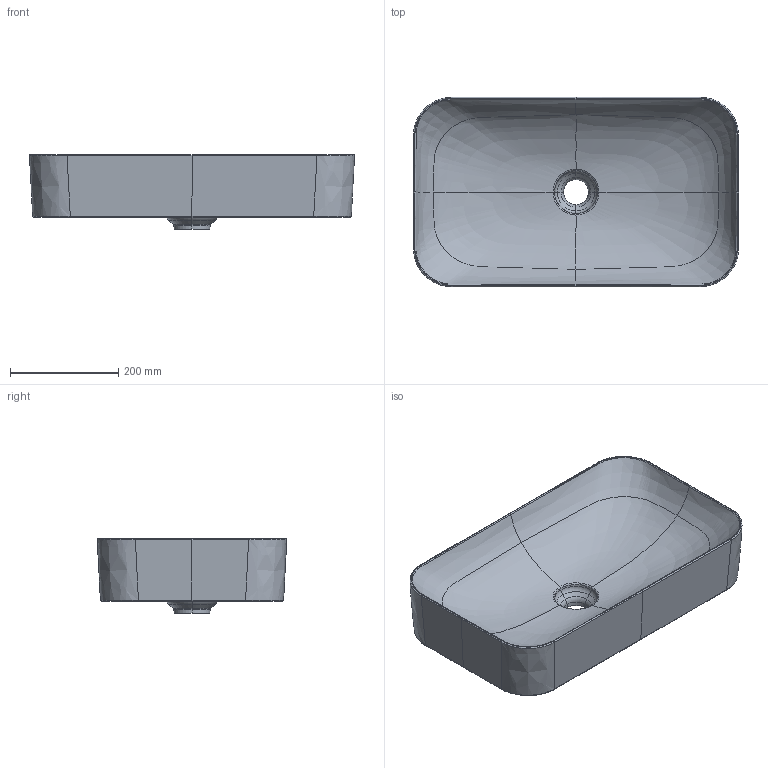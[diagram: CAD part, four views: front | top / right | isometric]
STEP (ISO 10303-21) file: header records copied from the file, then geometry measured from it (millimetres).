
FILE_DESCRIPTION(/* description */ (''),/* implementation_level */ '2;1');
FILE_NAME(/* name */ '414360_Sydney_AWT.stp',/* time_stamp */ '2019-02-15T14:25:10+01:00',/* author */ (''),/* organization */ (''),/* preprocessor_version */ 'ST-DEVELOPER v16',/* originating_system */ 'SIEMENS PLM Software NX 10.0',/* authorisation */ '');
FILE_SCHEMA (('AUTOMOTIVE_DESIGN { 1 0 10303 214 3 1 1 1 }'));
Length unit declared in the file: millimetre
Products named in the file (1): math27F85B32yfha
Bounding box: 599.88 x 349.88 x 137.5 mm (x, y, z)
Volume: 10146604.3 mm3; surface area: 660160.1 mm2
Topology: 1 solids, 1 shells, 97 faces, 204 edges, 108 vertices
Faces by surface type: bspline 52, cone 20, torus 16, plane 9
Entity records: 12854 total; most frequent: CARTESIAN_POINT 11112, ORIENTED_EDGE 408, DIRECTION 288, EDGE_CURVE 204, AXIS2_PLACEMENT_3D 130, VERTEX_POINT 108, EDGE_LOOP 98, ADVANCED_FACE 97
